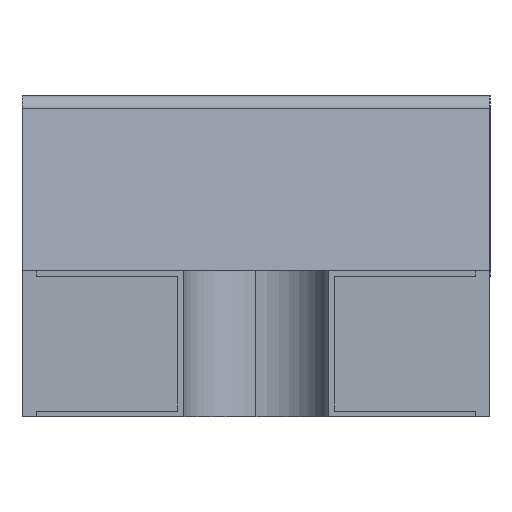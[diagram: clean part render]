
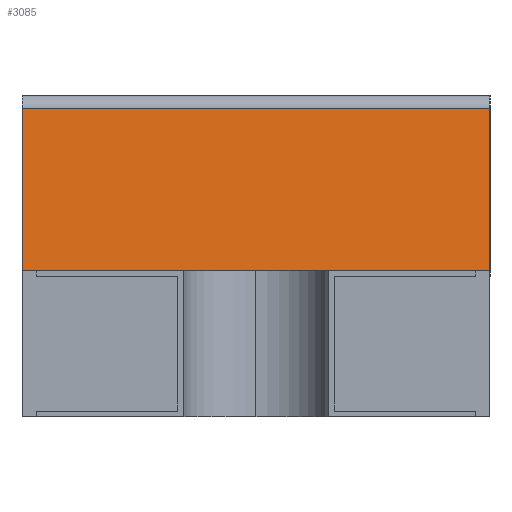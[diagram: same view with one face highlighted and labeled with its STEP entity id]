
A CAD part, left-side view. The second image highlights one B-rep face of the part: STEP entity #3085.
In plain terms, the highlighted planar face has unit normal (-0.997, 0, 0.083).
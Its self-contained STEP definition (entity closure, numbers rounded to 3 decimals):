
#247 = ORIENTED_EDGE ( 'NONE', *, *, #3110, .F. ) ;
#248 = ORIENTED_EDGE ( 'NONE', *, *, #3117, .F. ) ;
#258 = ORIENTED_EDGE ( 'NONE', *, *, #3099, .T. ) ;
#259 = ORIENTED_EDGE ( 'NONE', *, *, #3097, .T. ) ;
#457 = EDGE_LOOP ( 'NONE', ( #259, #258, #248, #247 ) ) ;
#960 = VERTEX_POINT ( 'NONE', #1982 ) ;
#961 = VERTEX_POINT ( 'NONE', #1974 ) ;
#963 = VERTEX_POINT ( 'NONE', #1990 ) ;
#966 = VERTEX_POINT ( 'NONE', #1977 ) ;
#1718 = FACE_OUTER_BOUND ( 'NONE', #457, .T. ) ;
#1720 = AXIS2_PLACEMENT_3D ( 'NONE', #2530, #2508, #2526 ) ;
#1731 = VECTOR ( 'NONE', #2552, 1000. ) ;
#1742 = VECTOR ( 'NONE', #2538, 1000. ) ;
#1747 = VECTOR ( 'NONE', #2582, 1000. ) ;
#1748 = VECTOR ( 'NONE', #2607, 1000. ) ;
#1974 = CARTESIAN_POINT ( 'NONE',  ( -242.937, -286.835, 0.5 ) ) ;
#1977 = CARTESIAN_POINT ( 'NONE',  ( -242.891, -288.435, 1.054 ) ) ;
#1982 = CARTESIAN_POINT ( 'NONE',  ( -242.891, -286.835, 1.054 ) ) ;
#1990 = CARTESIAN_POINT ( 'NONE',  ( -242.937, -288.435, 0.5 ) ) ;
#2508 = DIRECTION ( 'NONE',  ( -0.997, 0., 0.083 ) ) ;
#2526 = DIRECTION ( 'NONE',  ( 0.083, 0., 0.997 ) ) ;
#2528 = PLANE ( 'NONE',  #1720 ) ;
#2530 = CARTESIAN_POINT ( 'NONE',  ( -242.891, -286.835, 1.054 ) ) ;
#2538 = DIRECTION ( 'NONE',  ( 0.083, 0., 0.997 ) ) ;
#2543 = LINE ( 'NONE', #2551, #1742 ) ;
#2548 = LINE ( 'NONE', #2550, #1731 ) ;
#2550 = CARTESIAN_POINT ( 'NONE',  ( -242.891, -286.835, 1.054 ) ) ;
#2551 = CARTESIAN_POINT ( 'NONE',  ( -242.891, -288.435, 1.054 ) ) ;
#2552 = DIRECTION ( 'NONE',  ( 0., 1., 0. ) ) ;
#2569 = LINE ( 'NONE', #2575, #1747 ) ;
#2575 = CARTESIAN_POINT ( 'NONE',  ( -242.937, -288.435, 0.5 ) ) ;
#2582 = DIRECTION ( 'NONE',  ( 0., 1., 0. ) ) ;
#2607 = DIRECTION ( 'NONE',  ( 0.083, 0., 0.997 ) ) ;
#2612 = CARTESIAN_POINT ( 'NONE',  ( -242.937, -286.835, 0.5 ) ) ;
#2613 = LINE ( 'NONE', #2612, #1748 ) ;
#3085 = ADVANCED_FACE ( 'NONE', ( #1718 ), #2528, .T. ) ;
#3097 = EDGE_CURVE ( 'NONE', #963, #966, #2543, .T. ) ;
#3099 = EDGE_CURVE ( 'NONE', #966, #960, #2548, .T. ) ;
#3110 = EDGE_CURVE ( 'NONE', #963, #961, #2569, .T. ) ;
#3117 = EDGE_CURVE ( 'NONE', #961, #960, #2613, .T. ) ;
